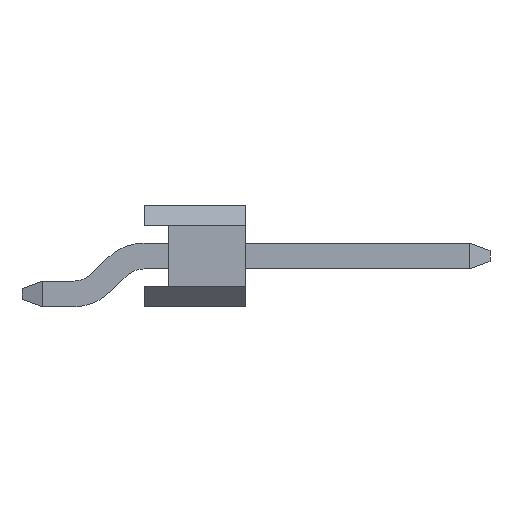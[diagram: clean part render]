
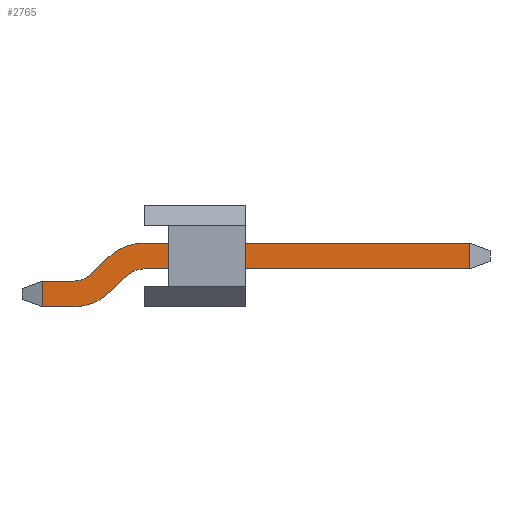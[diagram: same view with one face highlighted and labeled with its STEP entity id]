
A CAD part, front view. The second image highlights one B-rep face of the part: STEP entity #2765.
In plain terms, the highlighted planar face has unit normal (0, -1, 0).
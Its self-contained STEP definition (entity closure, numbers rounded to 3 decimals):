
#2610 = VERTEX_POINT('',#2611);
#2611 = CARTESIAN_POINT('',(2.111,-0.318,0.933));
#2617 = EDGE_CURVE('',#2610,#2618,#2620,.T.);
#2618 = VERTEX_POINT('',#2619);
#2619 = CARTESIAN_POINT('',(10.103,-0.318,0.933));
#2620 = LINE('',#2621,#2622);
#2621 = CARTESIAN_POINT('',(2.111,-0.318,0.933));
#2622 = VECTOR('',#2623,1.);
#2623 = DIRECTION('',(1.,0.,0.));
#2765 = ADVANCED_FACE('',(#2766),#2859,.F.);
#2766 = FACE_BOUND('',#2767,.F.);
#2767 = EDGE_LOOP('',(#2768,#2769,#2778,#2786,#2795,#2803,#2811,#2819,
    #2828,#2836,#2845,#2853));
#2768 = ORIENTED_EDGE('',*,*,#2617,.F.);
#2769 = ORIENTED_EDGE('',*,*,#2770,.T.);
#2770 = EDGE_CURVE('',#2610,#2771,#2773,.T.);
#2771 = VERTEX_POINT('',#2772);
#2772 = CARTESIAN_POINT('',(1.667,-0.318,0.751));
#2773 = CIRCLE('',#2774,0.635);
#2774 = AXIS2_PLACEMENT_3D('',#2775,#2776,#2777);
#2775 = CARTESIAN_POINT('',(2.111,-0.318,0.298));
#2776 = DIRECTION('',(0.,-1.,0.));
#2777 = DIRECTION('',(-1.,0.,0.));
#2778 = ORIENTED_EDGE('',*,*,#2779,.T.);
#2779 = EDGE_CURVE('',#2771,#2780,#2782,.T.);
#2780 = VERTEX_POINT('',#2781);
#2781 = CARTESIAN_POINT('',(1.269,-0.318,0.362));
#2782 = LINE('',#2783,#2784);
#2783 = CARTESIAN_POINT('',(1.667,-0.318,0.751));
#2784 = VECTOR('',#2785,1.);
#2785 = DIRECTION('',(-0.715,0.,
    -0.699));
#2786 = ORIENTED_EDGE('',*,*,#2787,.F.);
#2787 = EDGE_CURVE('',#2788,#2780,#2790,.T.);
#2788 = VERTEX_POINT('',#2789);
#2789 = CARTESIAN_POINT('',(0.381,-0.318,0.));
#2790 = CIRCLE('',#2791,1.27);
#2791 = AXIS2_PLACEMENT_3D('',#2792,#2793,#2794);
#2792 = CARTESIAN_POINT('',(0.381,-0.318,1.27));
#2793 = DIRECTION('',(0.,-1.,0.));
#2794 = DIRECTION('',(-1.,0.,0.));
#2795 = ORIENTED_EDGE('',*,*,#2796,.F.);
#2796 = EDGE_CURVE('',#2797,#2788,#2799,.T.);
#2797 = VERTEX_POINT('',#2798);
#2798 = CARTESIAN_POINT('',(-0.381,-0.318,0.));
#2799 = LINE('',#2800,#2801);
#2800 = CARTESIAN_POINT('',(-0.889,-0.318,0.));
#2801 = VECTOR('',#2802,1.);
#2802 = DIRECTION('',(1.,0.,0.));
#2803 = ORIENTED_EDGE('',*,*,#2804,.F.);
#2804 = EDGE_CURVE('',#2805,#2797,#2807,.T.);
#2805 = VERTEX_POINT('',#2806);
#2806 = CARTESIAN_POINT('',(-0.381,-0.318,0.635));
#2807 = LINE('',#2808,#2809);
#2808 = CARTESIAN_POINT('',(-0.381,-0.318,0.845));
#2809 = VECTOR('',#2810,1.);
#2810 = DIRECTION('',(0.,0.,-1.));
#2811 = ORIENTED_EDGE('',*,*,#2812,.F.);
#2812 = EDGE_CURVE('',#2813,#2805,#2815,.T.);
#2813 = VERTEX_POINT('',#2814);
#2814 = CARTESIAN_POINT('',(0.381,-0.318,0.635));
#2815 = LINE('',#2816,#2817);
#2816 = CARTESIAN_POINT('',(0.381,-0.318,0.635));
#2817 = VECTOR('',#2818,1.);
#2818 = DIRECTION('',(-1.,0.,0.));
#2819 = ORIENTED_EDGE('',*,*,#2820,.T.);
#2820 = EDGE_CURVE('',#2813,#2821,#2823,.T.);
#2821 = VERTEX_POINT('',#2822);
#2822 = CARTESIAN_POINT('',(0.825,-0.318,0.816));
#2823 = CIRCLE('',#2824,0.635);
#2824 = AXIS2_PLACEMENT_3D('',#2825,#2826,#2827);
#2825 = CARTESIAN_POINT('',(0.381,-0.318,1.27));
#2826 = DIRECTION('',(0.,-1.,0.));
#2827 = DIRECTION('',(-1.,0.,0.));
#2828 = ORIENTED_EDGE('',*,*,#2829,.T.);
#2829 = EDGE_CURVE('',#2821,#2830,#2832,.T.);
#2830 = VERTEX_POINT('',#2831);
#2831 = CARTESIAN_POINT('',(1.223,-0.318,1.205));
#2832 = LINE('',#2833,#2834);
#2833 = CARTESIAN_POINT('',(0.825,-0.318,0.816));
#2834 = VECTOR('',#2835,1.);
#2835 = DIRECTION('',(0.715,0.,0.699)
  );
#2836 = ORIENTED_EDGE('',*,*,#2837,.F.);
#2837 = EDGE_CURVE('',#2838,#2830,#2840,.T.);
#2838 = VERTEX_POINT('',#2839);
#2839 = CARTESIAN_POINT('',(2.111,-0.318,1.568));
#2840 = CIRCLE('',#2841,1.27);
#2841 = AXIS2_PLACEMENT_3D('',#2842,#2843,#2844);
#2842 = CARTESIAN_POINT('',(2.111,-0.318,0.298));
#2843 = DIRECTION('',(0.,-1.,0.));
#2844 = DIRECTION('',(-1.,0.,0.));
#2845 = ORIENTED_EDGE('',*,*,#2846,.F.);
#2846 = EDGE_CURVE('',#2847,#2838,#2849,.T.);
#2847 = VERTEX_POINT('',#2848);
#2848 = CARTESIAN_POINT('',(10.103,-0.318,1.568));
#2849 = LINE('',#2850,#2851);
#2850 = CARTESIAN_POINT('',(10.611,-0.318,1.568));
#2851 = VECTOR('',#2852,1.);
#2852 = DIRECTION('',(-1.,0.,0.));
#2853 = ORIENTED_EDGE('',*,*,#2854,.F.);
#2854 = EDGE_CURVE('',#2618,#2847,#2855,.T.);
#2855 = LINE('',#2856,#2857);
#2856 = CARTESIAN_POINT('',(10.103,-0.318,1.311));
#2857 = VECTOR('',#2858,1.);
#2858 = DIRECTION('',(0.,0.,1.));
#2859 = PLANE('',#2860);
#2860 = AXIS2_PLACEMENT_3D('',#2861,#2862,#2863);
#2861 = CARTESIAN_POINT('',(4.774,-0.318,1.055));
#2862 = DIRECTION('',(0.,1.,0.));
#2863 = DIRECTION('',(0.,0.,1.));
